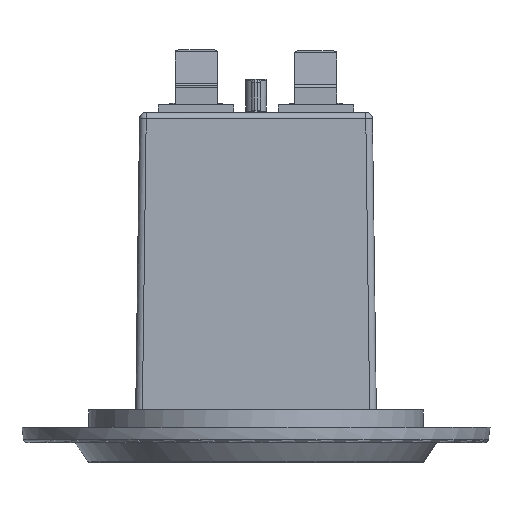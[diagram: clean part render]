
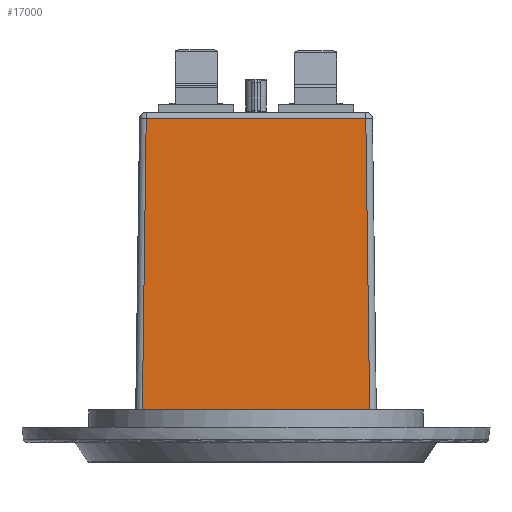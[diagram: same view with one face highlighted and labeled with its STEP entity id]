
A CAD part, left-side view. The second image highlights one B-rep face of the part: STEP entity #17000.
In plain terms, the highlighted planar face has unit normal (-1, 0, 0.013).
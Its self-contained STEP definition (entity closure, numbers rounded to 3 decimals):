
#69 = VERTEX_POINT ( 'NONE', #27442 ) ;
#175 = FACE_OUTER_BOUND ( 'NONE', #12402, .T. ) ;
#803 = ORIENTED_EDGE ( 'NONE', *, *, #13326, .F. ) ;
#1560 = EDGE_CURVE ( 'NONE', #14680, #3767, #10267, .T. ) ;
#1817 = CARTESIAN_POINT ( 'NONE',  ( -11.162, -16.533, 48.413 ) ) ;
#2240 = EDGE_CURVE ( 'NONE', #5629, #69, #20192, .T. ) ;
#3155 = CARTESIAN_POINT ( 'NONE',  ( -11.162, 16.533, 48.413 ) ) ;
#3767 = VERTEX_POINT ( 'NONE', #4572 ) ;
#4043 = ORIENTED_EDGE ( 'NONE', *, *, #2240, .F. ) ;
#4534 = DIRECTION ( 'NONE',  ( 1., 0., -0.013 ) ) ;
#4572 = CARTESIAN_POINT ( 'NONE',  ( -11.75, -17.149, 1.6 ) ) ;
#4685 = ORIENTED_EDGE ( 'NONE', *, *, #1560, .F. ) ;
#4802 = B_SPLINE_CURVE_WITH_KNOTS ( 'NONE', 3,
 ( #26213, #12809, #6552, #4857 ),
 .UNSPECIFIED., .F., .F.,
 ( 4, 4 ),
 ( 0., 1. ),
 .UNSPECIFIED. ) ;
#4857 = CARTESIAN_POINT ( 'NONE',  ( -11.75, 17.149, 1.6 ) ) ;
#5629 = VERTEX_POINT ( 'NONE', #8775 ) ;
#5794 = CARTESIAN_POINT ( 'NONE',  ( -11.162, -16.533, 48.413 ) ) ;
#6026 = CARTESIAN_POINT ( 'NONE',  ( -11.75, -17.149, 1.6 ) ) ;
#6552 = CARTESIAN_POINT ( 'NONE',  ( -11.75, 5.716, 1.6 ) ) ;
#6757 = ORIENTED_EDGE ( 'NONE', *, *, #20486, .F. ) ;
#7079 = CARTESIAN_POINT ( 'NONE',  ( -11.162, -16.533, 48.413 ) ) ;
#8775 = CARTESIAN_POINT ( 'NONE',  ( -11.75, 17.149, 1.6 ) ) ;
#10267 = B_SPLINE_CURVE_WITH_KNOTS ( 'NONE', 3,
 ( #1817, #10344, #20677, #6026 ),
 .UNSPECIFIED., .F., .F.,
 ( 4, 4 ),
 ( 0., 1. ),
 .UNSPECIFIED. ) ;
#10344 = CARTESIAN_POINT ( 'NONE',  ( -11.358, -16.738, 32.808 ) ) ;
#11664 = CARTESIAN_POINT ( 'NONE',  ( -11.162, -5.511, 48.413 ) ) ;
#12402 = EDGE_LOOP ( 'NONE', ( #803, #4685, #6757, #4043 ) ) ;
#12481 = DIRECTION ( 'NONE',  ( 0., -1., 0. ) ) ;
#12732 = CARTESIAN_POINT ( 'NONE',  ( -11.358, 16.738, 32.808 ) ) ;
#12809 = CARTESIAN_POINT ( 'NONE',  ( -11.75, -5.716, 1.6 ) ) ;
#13326 = EDGE_CURVE ( 'NONE', #3767, #5629, #4802, .T. ) ;
#14680 = VERTEX_POINT ( 'NONE', #5794 ) ;
#14836 = CARTESIAN_POINT ( 'NONE',  ( -11.162, 16.533, 48.413 ) ) ;
#14973 = CARTESIAN_POINT ( 'NONE',  ( -11.554, 16.944, 17.204 ) ) ;
#15127 = CARTESIAN_POINT ( 'NONE',  ( -11.77, 18.17, 0. ) ) ;
#17000 = ADVANCED_FACE ( 'NONE', ( #175 ), #25351, .F. ) ;
#19157 = CARTESIAN_POINT ( 'NONE',  ( -11.75, 17.149, 1.6 ) ) ;
#19697 = B_SPLINE_CURVE_WITH_KNOTS ( 'NONE', 3,
 ( #3155, #22006, #11664, #7079 ),
 .UNSPECIFIED., .F., .F.,
 ( 4, 4 ),
 ( 0., 1. ),
 .UNSPECIFIED. ) ;
#20192 = B_SPLINE_CURVE_WITH_KNOTS ( 'NONE', 3,
 ( #19157, #14973, #12732, #14836 ),
 .UNSPECIFIED., .F., .F.,
 ( 4, 4 ),
 ( 0., 1. ),
 .UNSPECIFIED. ) ;
#20486 = EDGE_CURVE ( 'NONE', #69, #14680, #19697, .T. ) ;
#20677 = CARTESIAN_POINT ( 'NONE',  ( -11.554, -16.944, 17.204 ) ) ;
#22006 = CARTESIAN_POINT ( 'NONE',  ( -11.162, 5.511, 48.413 ) ) ;
#25351 = PLANE ( 'NONE',  #26137 ) ;
#26137 = AXIS2_PLACEMENT_3D ( 'NONE', #15127, #4534, #12481 ) ;
#26213 = CARTESIAN_POINT ( 'NONE',  ( -11.75, -17.149, 1.6 ) ) ;
#27442 = CARTESIAN_POINT ( 'NONE',  ( -11.162, 16.533, 48.413 ) ) ;
